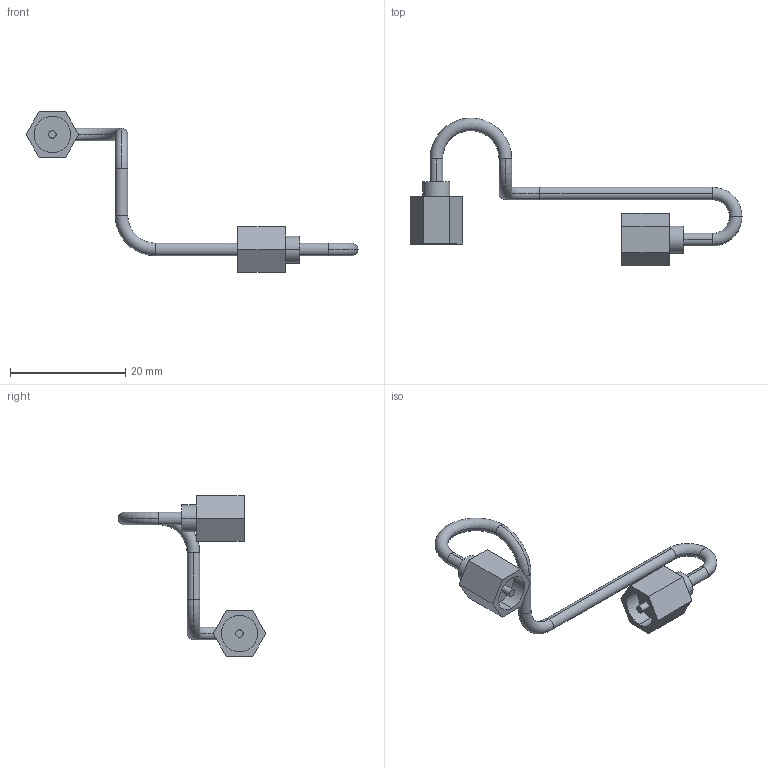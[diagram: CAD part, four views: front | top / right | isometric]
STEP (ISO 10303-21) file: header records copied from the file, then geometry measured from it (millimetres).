
FILE_DESCRIPTION (( 'STEP AP214' ), '1' );
FILE_NAME ('a1_50K_Copper_UpperLNA_assembly.STEP', '2025-12-09T07:17:19', ( '' ), ( '' ), 'SwSTEP 2.0', 'SolidWorks 2018', '' );
FILE_SCHEMA (( 'AUTOMOTIVE_DESIGN' ));
Length unit declared in the file: millimetre
Products named in the file (3): a1_50K_Copper_UpperLNA_assembly; a1_50K_Copper_UpperLNA; SMAMaleConnector_CoaxCo_AX-219P
Assembly tree (3 placements, depth 2):
  a1_50K_Copper_UpperLNA_assembly
    a1_50K_Copper_UpperLNA
    SMAMaleConnector_CoaxCo_AX-219P  x2
Bounding box: 57.71 x 25.68 x 27.94 mm (x, y, z)
Volume: 1192.6 mm3; surface area: 1561.2 mm2
Topology: 3 solids, 3 shells, 54 faces, 120 edges, 78 vertices
Faces by surface type: plane 24, cylinder 20, torus 10
Entity records: 1180 total; most frequent: DIRECTION 222, CARTESIAN_POINT 181, ORIENTED_EDGE 168, AXIS2_PLACEMENT_3D 95, EDGE_CURVE 84, VERTEX_POINT 54, CIRCLE 52, EDGE_LOOP 40
